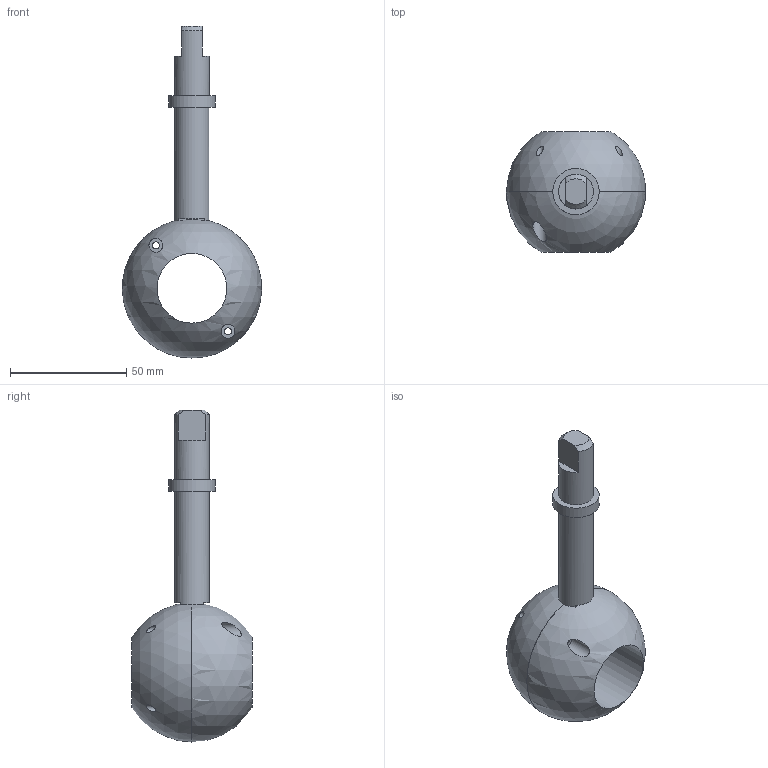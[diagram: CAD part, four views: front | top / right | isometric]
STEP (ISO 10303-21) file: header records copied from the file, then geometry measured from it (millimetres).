
FILE_DESCRIPTION(/* description */ ('Unknown'),/* implementation_level */ '2;1');
FILE_NAME(/* name */ 'Valve01',/* time_stamp */ '2021-10-25T17:39:42+01:00',/* author */ ('Unknown'),/* organization */ ('Unknown'),/* preprocessor_version */ 'ST-DEVELOPER v16.7',/* originating_system */ 'Solid Edge',/* authorisation */ 'Unknown');
FILE_SCHEMA (('AUTOMOTIVE_DESIGN {1 0 10303 214 3 1 1}'));
Length unit declared in the file: millimetre
Products named in the file (4): Valve01; RValve; LValve; ValveShaft
Assembly tree (3 placements, depth 2):
  Valve01
    RValve
    LValve
    ValveShaft
Bounding box: 59.97 x 51.96 x 143 mm (x, y, z)
Volume: 86982.5 mm3; surface area: 25025.7 mm2
Topology: 3 solids, 3 shells, 45 faces, 108 edges, 73 vertices
Faces by surface type: plane 22, cylinder 19, sphere 2, cone 2
Full cylindrical faces by diameter (mm): 3 x8, 6 x2, 15 x2, 20 x1, 30 x2
Entity records: 1495 total; most frequent: CARTESIAN_POINT 412, DIRECTION 214, ORIENTED_EDGE 164, AXIS2_PLACEMENT_3D 93, EDGE_CURVE 82, EDGE_LOOP 82, FACE_BOUND 82, VERTEX_POINT 64
